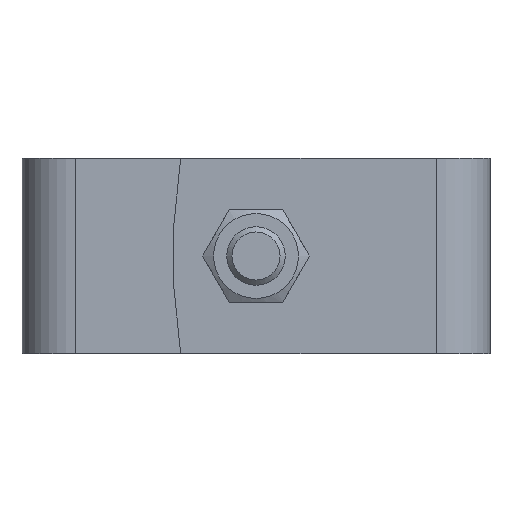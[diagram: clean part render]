
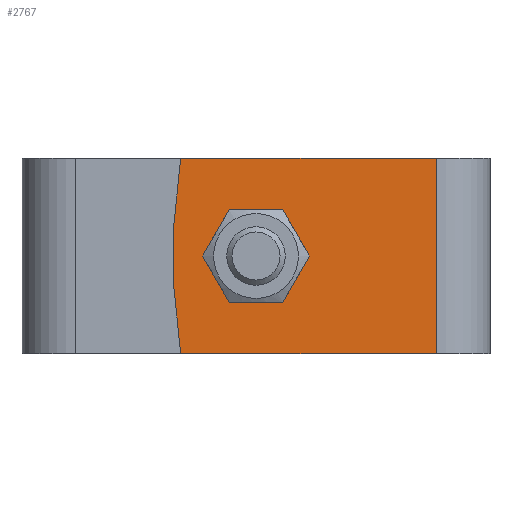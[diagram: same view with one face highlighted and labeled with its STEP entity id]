
A CAD part, left-side view. The second image highlights one B-rep face of the part: STEP entity #2767.
In plain terms, the highlighted planar face has unit normal (-1, 0, 0).
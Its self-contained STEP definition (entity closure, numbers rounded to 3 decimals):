
#2524=CARTESIAN_POINT('',(-39.5,56.7,0.));
#2525=VERTEX_POINT('',#2524);
#2526=CARTESIAN_POINT('',(-39.5,48.,0.));
#2527=DIRECTION('',(1.0,0.0,0.0));
#2528=DIRECTION('',(0.0,1.0,0.0));
#2529=AXIS2_PLACEMENT_3D('',#2526,#2527,#2528);
#2530=CIRCLE('',#2529,8.7);
#2531=EDGE_CURVE('',#2525,#2525,#2530,.T.);
#2708=CARTESIAN_POINT('',(-39.5,63.452,-20.0));
#2709=VERTEX_POINT('',#2708);
#2716=CARTESIAN_POINT('',(-39.5,63.452,20.0));
#2717=VERTEX_POINT('',#2716);
#2718=CARTESIAN_POINT('',(-39.5,-65.0,0.0));
#2719=DIRECTION('',(-1.0,0.0,0.0));
#2720=DIRECTION('',(0.0,0.988,0.154));
#2721=AXIS2_PLACEMENT_3D('',#2718,#2719,#2720);
#2722=CIRCLE('',#2721,130.0);
#2723=EDGE_CURVE('',#2717,#2709,#2722,.T.);
#2734=CARTESIAN_POINT('',(-39.5,11.0,-20.0));
#2735=DIRECTION('',(-1.0,0.0,0.0));
#2736=DIRECTION('',(0.0,0.0,1.0));
#2737=AXIS2_PLACEMENT_3D('',#2734,#2735,#2736);
#2738=PLANE('',#2737);
#2739=ORIENTED_EDGE('',*,*,#2723,.T.);
#2740=CARTESIAN_POINT('',(-39.5,11.0,-20.0));
#2741=VERTEX_POINT('',#2740);
#2742=CARTESIAN_POINT('',(-39.5,63.452,-20.0));
#2743=DIRECTION('',(0.0,-1.0,0.0));
#2744=VECTOR('',#2743,52.452);
#2745=LINE('',#2742,#2744);
#2746=EDGE_CURVE('',#2709,#2741,#2745,.T.);
#2747=ORIENTED_EDGE('',*,*,#2746,.T.);
#2748=CARTESIAN_POINT('',(-39.5,11.0,20.0));
#2749=VERTEX_POINT('',#2748);
#2750=CARTESIAN_POINT('',(-39.5,11.0,-20.0));
#2751=DIRECTION('',(0.0,0.0,1.0));
#2752=VECTOR('',#2751,40.0);
#2753=LINE('',#2750,#2752);
#2754=EDGE_CURVE('',#2741,#2749,#2753,.T.);
#2755=ORIENTED_EDGE('',*,*,#2754,.T.);
#2756=CARTESIAN_POINT('',(-39.5,11.0,20.0));
#2757=DIRECTION('',(0.0,1.0,0.0));
#2758=VECTOR('',#2757,52.452);
#2759=LINE('',#2756,#2758);
#2760=EDGE_CURVE('',#2749,#2717,#2759,.T.);
#2761=ORIENTED_EDGE('',*,*,#2760,.T.);
#2762=EDGE_LOOP('',(#2739,#2747,#2755,#2761));
#2763=FACE_OUTER_BOUND('',#2762,.T.);
#2764=ORIENTED_EDGE('',*,*,#2531,.T.);
#2765=EDGE_LOOP('',(#2764));
#2766=FACE_BOUND('',#2765,.T.);
#2767=ADVANCED_FACE('',(#2763,#2766),#2738,.T.);
